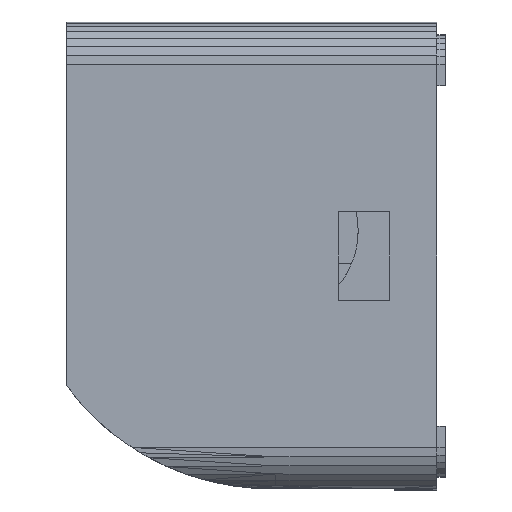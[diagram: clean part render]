
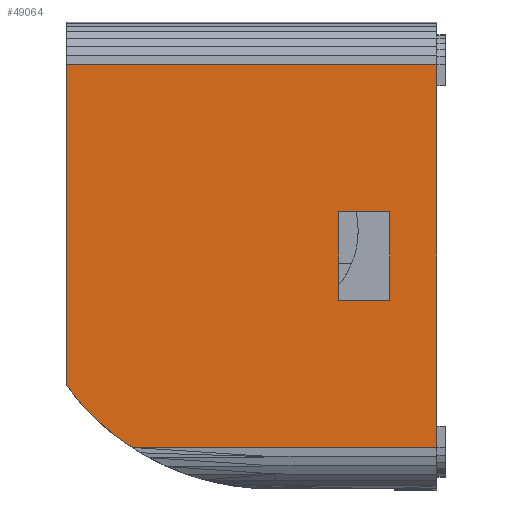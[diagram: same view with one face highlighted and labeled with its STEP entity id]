
A CAD part, left-side view. The second image highlights one B-rep face of the part: STEP entity #49064.
In plain terms, the highlighted planar face has unit normal (-1, 0, 0).
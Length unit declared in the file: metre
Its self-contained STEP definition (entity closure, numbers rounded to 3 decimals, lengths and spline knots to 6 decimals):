
#5782=CARTESIAN_POINT('',(-0.0275,0.016145,0.004205));
#5783=VERTEX_POINT('',#5782);
#5790=CARTESIAN_POINT('',(-0.0275,0.016145,0.014605));
#5791=VERTEX_POINT('',#5790);
#5792=CARTESIAN_POINT('',(-0.0275,0.016145,100.));
#5793=DIRECTION('',(-0.,-0.,-1.));
#5794=VECTOR('',#5793,200.);
#5795=LINE('',#5792,#5794);
#5796=EDGE_CURVE('',#5791,#5783,#5795,.T.);
#5821=CARTESIAN_POINT('',(-0.0275,0.022145,0.004205));
#5822=VERTEX_POINT('',#5821);
#5829=CARTESIAN_POINT('',(-0.0275,-100.,0.004205));
#5830=DIRECTION('',(-0.,1.,-0.));
#5831=VECTOR('',#5830,200.);
#5832=LINE('',#5829,#5831);
#5833=EDGE_CURVE('',#5783,#5822,#5832,.T.);
#5851=CARTESIAN_POINT('',(-0.0275,0.022145,0.014605));
#5852=VERTEX_POINT('',#5851);
#5859=CARTESIAN_POINT('',(-0.0275,0.022145,-100.));
#5860=DIRECTION('',(-0.,-0.,1.));
#5861=VECTOR('',#5860,200.);
#5862=LINE('',#5859,#5861);
#5863=EDGE_CURVE('',#5822,#5852,#5862,.T.);
#5882=CARTESIAN_POINT('',(-0.0275,-100.,0.014605));
#5883=DIRECTION('',(0.,1.,0.));
#5884=VECTOR('',#5883,200.);
#5885=LINE('',#5882,#5884);
#5886=EDGE_CURVE('',#5791,#5852,#5885,.T.);
#14823=CARTESIAN_POINT('',(-0.0275,0.010595,0.031905));
#14824=VERTEX_POINT('',#14823);
#14831=CARTESIAN_POINT('',(-0.0275,0.010595,-0.013095));
#14832=VERTEX_POINT('',#14831);
#14833=CARTESIAN_POINT('',(-0.0275,0.010595,100.));
#14834=DIRECTION('',(0.,0.,-1.));
#14835=VECTOR('',#14834,200.);
#14836=LINE('',#14833,#14835);
#14837=EDGE_CURVE('',#14824,#14832,#14836,.T.);
#27881=CARTESIAN_POINT('',(-0.0275,0.046413,-0.013095));
#27882=VERTEX_POINT('',#27881);
#32033=CARTESIAN_POINT('',(-0.0275,0.048568,-0.011547));
#32034=VERTEX_POINT('',#32033);
#32071=CARTESIAN_POINT('',(-0.0275,0.050577,-0.009815));
#32072=VERTEX_POINT('',#32071);
#41357=CARTESIAN_POINT('',(-0.0275,0.052424,-0.00791));
#41358=VERTEX_POINT('',#41357);
#41479=CARTESIAN_POINT('',(-0.0275,12345.050254,-0.013095));
#41480=DIRECTION('',(-0.,-1.,0.));
#41481=VECTOR('',#41480,24690.);
#41482=LINE('',#41479,#41481);
#41483=EDGE_CURVE('',#27882,#14832,#41482,.T.);
#41496=CARTESIAN_POINT('',(-0.0275,-10027.776416,-7200.107824));
#41497=DIRECTION('',(0.,0.812,0.583));
#41498=VECTOR('',#41497,24690.);
#41499=LINE('',#41496,#41498);
#41500=EDGE_CURVE('',#27882,#32034,#41499,.T.);
#41512=CARTESIAN_POINT('',(-0.0275,-100.,-86.286465));
#41513=DIRECTION('',(0.,0.757,0.653));
#41514=VECTOR('',#41513,264.091928);
#41515=LINE('',#41512,#41514);
#41516=EDGE_CURVE('',#32034,#32072,#41515,.T.);
#41528=CARTESIAN_POINT('',(-0.0275,-96.962992,-100.));
#41529=DIRECTION('',(0.,0.696,0.718));
#41530=VECTOR('',#41529,278.664531);
#41531=LINE('',#41528,#41530);
#41532=EDGE_CURVE('',#32072,#41358,#41531,.T.);
#41542=CARTESIAN_POINT('',(-0.0275,0.054095,-0.00585));
#41543=VERTEX_POINT('',#41542);
#41551=CARTESIAN_POINT('',(-0.0275,-81.038198,-100.));
#41552=DIRECTION('',(0.,0.63,0.777));
#41553=VECTOR('',#41552,257.501297);
#41554=LINE('',#41551,#41553);
#41555=EDGE_CURVE('',#41358,#41543,#41554,.T.);
#49019=CARTESIAN_POINT('',(-0.0275,0.054095,0.031905));
#49020=VERTEX_POINT('',#49019);
#49021=CARTESIAN_POINT('',(-0.0275,-12344.945905,0.031905));
#49022=DIRECTION('',(-0.,1.,-0.));
#49023=VECTOR('',#49022,24690.);
#49024=LINE('',#49021,#49023);
#49025=EDGE_CURVE('',#14824,#49020,#49024,.T.);
#49038=CARTESIAN_POINT('',(-0.0275,0.054095,0.031405));
#49039=DIRECTION('',(-1.,0.,0.));
#49040=DIRECTION('',(0.,0.,1.));
#49041=AXIS2_PLACEMENT_3D('',#49038,#49039,#49040);
#49042=PLANE('',#49041);
#49043=ORIENTED_EDGE('',*,*,#5863,.T.);
#49044=ORIENTED_EDGE('',*,*,#5886,.F.);
#49045=ORIENTED_EDGE('',*,*,#5796,.T.);
#49046=ORIENTED_EDGE('',*,*,#5833,.T.);
#49047=EDGE_LOOP('',(#49043,#49044,#49045,#49046));
#49048=FACE_BOUND('',#49047,.T.);
#49049=ORIENTED_EDGE('',*,*,#41483,.T.);
#49050=ORIENTED_EDGE('',*,*,#14837,.F.);
#49051=ORIENTED_EDGE('',*,*,#49025,.T.);
#49052=CARTESIAN_POINT('',(-0.0275,0.054095,-12344.966995));
#49053=DIRECTION('',(-0.,-0.,1.));
#49054=VECTOR('',#49053,24690.);
#49055=LINE('',#49052,#49054);
#49056=EDGE_CURVE('',#41543,#49020,#49055,.T.);
#49057=ORIENTED_EDGE('',*,*,#49056,.F.);
#49058=ORIENTED_EDGE('',*,*,#41555,.F.);
#49059=ORIENTED_EDGE('',*,*,#41532,.F.);
#49060=ORIENTED_EDGE('',*,*,#41516,.F.);
#49061=ORIENTED_EDGE('',*,*,#41500,.F.);
#49062=EDGE_LOOP('',(#49049,#49050,#49051,#49057,#49058,#49059,#49060,#49061));
#49063=FACE_BOUND('',#49062,.T.);
#49064=ADVANCED_FACE('',(#49048,#49063),#49042,.T.);
